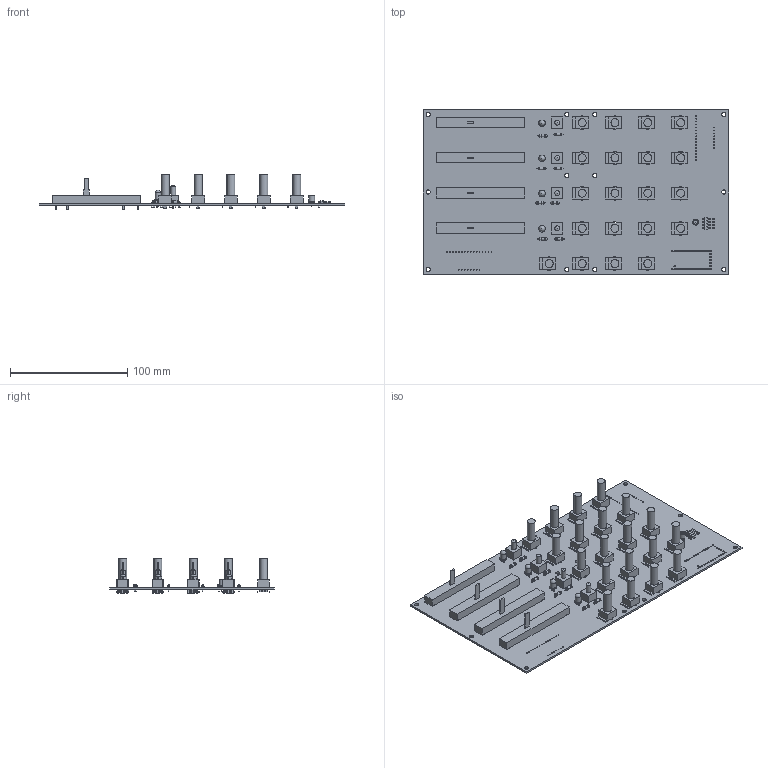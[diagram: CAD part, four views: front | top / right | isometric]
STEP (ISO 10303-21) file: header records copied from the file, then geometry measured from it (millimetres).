
FILE_DESCRIPTION(('KiCad electronic assembly'),'2;1');
FILE_NAME('midi controllerv3.step','2020-01-02T13:23:46',('An Author'),( 'A Company'),'Open CASCADE STEP processor 6.9', 'KiCad to STEP converter','Unknown');
FILE_SCHEMA(('AUTOMOTIVE_DESIGN { 1 0 10303 214 1 1 1 1 }'));
Length unit declared in the file: millimetre
Products named in the file (16): Open CASCADE STEP translator 6.9 1; RS6011SP6003__shaft; COMPOUND; PV09-potentiometer_v1; sw_1543-650_v1; SOLID; R_Axial_DIN0207_L6.3mm_D2.5mm_P7.62mm_Horizontal; LED_D5.0mm; C_Radial_D4.0mm_H7.0mm_P1.50mm; PinHeader_1x04_P2.54mm_Horizontal
Assembly tree (50 placements, depth 3):
  Open CASCADE STEP translator 6.9 1
    RS6011SP6003__shaft  x4
      COMPOUND
    PV09-potentiometer_v1  x20
      COMPOUND
    sw_1543-650_v1  x4
      SOLID
    R_Axial_DIN0207_L6.3mm_D2.5mm_P7.62mm_Horizontal  x8
      SOLID
    LED_D5.0mm  x4
      SOLID
    C_Radial_D4.0mm_H7.0mm_P1.50mm
      SOLID
    PinHeader_1x04_P2.54mm_Horizontal
      SOLID
    COMPOUND
Bounding box: 260 x 140 x 30 mm (x, y, z)
Volume: 110919.5 mm3; surface area: 115841.8 mm2
Topology: 319 solids, 320 shells, 2238 faces, 4806 edges, 3352 vertices
Faces by surface type: plane 1590, cylinder 603, torus 33, bspline 6, sphere 4, revolution 2
Full cylindrical faces by diameter (mm): 0.3 x2, 0.6 x18, 0.762 x48, 0.8 x16, 0.9 x200, 1 x4, 1.1 x66, 1.2 x60, 1.8 x64, 2 x8, 2.25 x8, 2.5 x16, 3.124 x40, 3.5 x15, 4.1 x4, 4.9 x4, 5 x2, 6.8 x20
Entity records: 48041 total; most frequent: CARTESIAN_POINT 8824, DIRECTION 7377, ORIENTED_EDGE 3376, PCURVE 3376, DEFINITIONAL_REPRESENTATION 3376, LINE 3359, VECTOR 3359, EDGE_CURVE 1688
